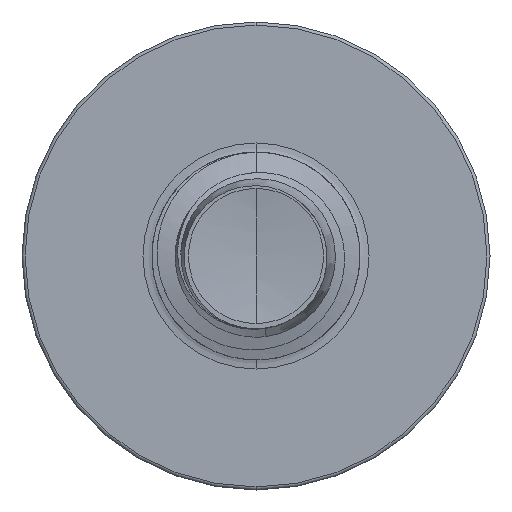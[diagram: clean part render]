
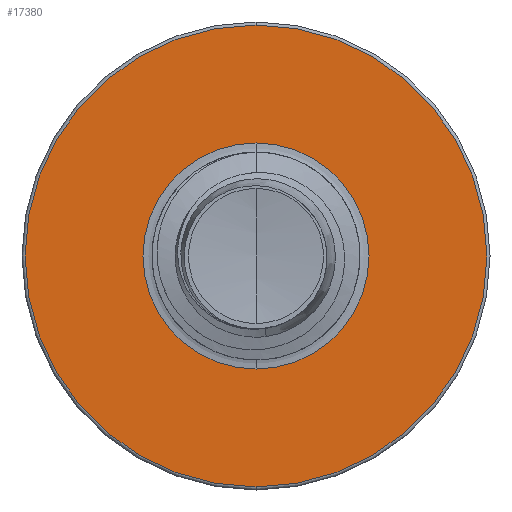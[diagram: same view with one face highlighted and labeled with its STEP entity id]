
A CAD part, front view. The second image highlights one B-rep face of the part: STEP entity #17380.
In plain terms, the highlighted planar face has unit normal (0, -1, 0).
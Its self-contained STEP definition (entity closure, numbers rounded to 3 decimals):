
#26 = CARTESIAN_POINT ( 'NONE',  ( 0., 5.5, -4.44 ) ) ;
#724 = AXIS2_PLACEMENT_3D ( 'NONE', #15164, #15158, #15150 ) ;
#920 = DIRECTION ( 'NONE',  ( 0., 1., 0. ) ) ;
#1411 = CARTESIAN_POINT ( 'NONE',  ( 0., 5.5, 0. ) ) ;
#1592 = VERTEX_POINT ( 'NONE', #16217 ) ;
#1872 = EDGE_LOOP ( 'NONE', ( #17819, #4392 ) ) ;
#2980 = AXIS2_PLACEMENT_3D ( 'NONE', #6530, #6505, #6483 ) ;
#3280 = DIRECTION ( 'NONE',  ( 0., 0., 1. ) ) ;
#4392 = ORIENTED_EDGE ( 'NONE', *, *, #17276, .F. ) ;
#5289 = PLANE ( 'NONE',  #9773 ) ;
#5370 = DIRECTION ( 'NONE',  ( 0., 0., 1. ) ) ;
#5653 = ORIENTED_EDGE ( 'NONE', *, *, #14515, .T. ) ;
#6483 = DIRECTION ( 'NONE',  ( 0., 0., 1. ) ) ;
#6505 = DIRECTION ( 'NONE',  ( 0., 1., 0. ) ) ;
#6530 = CARTESIAN_POINT ( 'NONE',  ( 0., 5.5, 0. ) ) ;
#7397 = EDGE_CURVE ( 'NONE', #18142, #12148, #15185, .T. ) ;
#7413 = FACE_OUTER_BOUND ( 'NONE', #1872, .T. ) ;
#9773 = AXIS2_PLACEMENT_3D ( 'NONE', #17450, #14071, #5370 ) ;
#10511 = CIRCLE ( 'NONE', #14227, 2.174 ) ;
#10557 = VERTEX_POINT ( 'NONE', #13903 ) ;
#10914 = CARTESIAN_POINT ( 'NONE',  ( 0., 5.5, 0. ) ) ;
#12148 = VERTEX_POINT ( 'NONE', #26 ) ;
#12214 = DIRECTION ( 'NONE',  ( 0., 0., 1. ) ) ;
#12398 = CIRCLE ( 'NONE', #2980, 2.174 ) ;
#12545 = DIRECTION ( 'NONE',  ( 0., 1., 0. ) ) ;
#13190 = CARTESIAN_POINT ( 'NONE',  ( 0., 5.5, 4.44 ) ) ;
#13903 = CARTESIAN_POINT ( 'NONE',  ( 0., 5.5, 2.174 ) ) ;
#14071 = DIRECTION ( 'NONE',  ( 0., 1., 0. ) ) ;
#14227 = AXIS2_PLACEMENT_3D ( 'NONE', #10914, #920, #12214 ) ;
#14515 = EDGE_CURVE ( 'NONE', #10557, #1592, #12398, .T. ) ;
#14920 = EDGE_LOOP ( 'NONE', ( #5653, #14932 ) ) ;
#14932 = ORIENTED_EDGE ( 'NONE', *, *, #17546, .T. ) ;
#15121 = CIRCLE ( 'NONE', #16112, 4.44 ) ;
#15150 = DIRECTION ( 'NONE',  ( 0., 0., 1. ) ) ;
#15158 = DIRECTION ( 'NONE',  ( 0., 1., 0. ) ) ;
#15164 = CARTESIAN_POINT ( 'NONE',  ( 0., 5.5, 0. ) ) ;
#15185 = CIRCLE ( 'NONE', #724, 4.44 ) ;
#16112 = AXIS2_PLACEMENT_3D ( 'NONE', #1411, #12545, #3280 ) ;
#16217 = CARTESIAN_POINT ( 'NONE',  ( 0., 5.5, -2.174 ) ) ;
#17276 = EDGE_CURVE ( 'NONE', #12148, #18142, #15121, .T. ) ;
#17380 = ADVANCED_FACE ( 'NONE', ( #7413, #17389 ), #5289, .F. ) ;
#17389 = FACE_BOUND ( 'NONE', #14920, .T. ) ;
#17450 = CARTESIAN_POINT ( 'NONE',  ( 0., 5.5, -2.174 ) ) ;
#17546 = EDGE_CURVE ( 'NONE', #1592, #10557, #10511, .T. ) ;
#17819 = ORIENTED_EDGE ( 'NONE', *, *, #7397, .F. ) ;
#18142 = VERTEX_POINT ( 'NONE', #13190 ) ;
